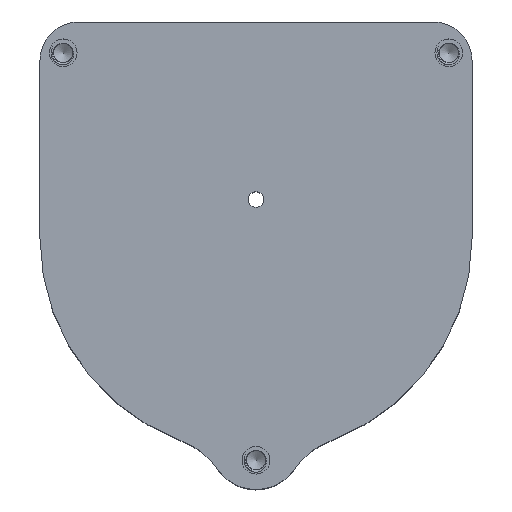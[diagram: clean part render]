
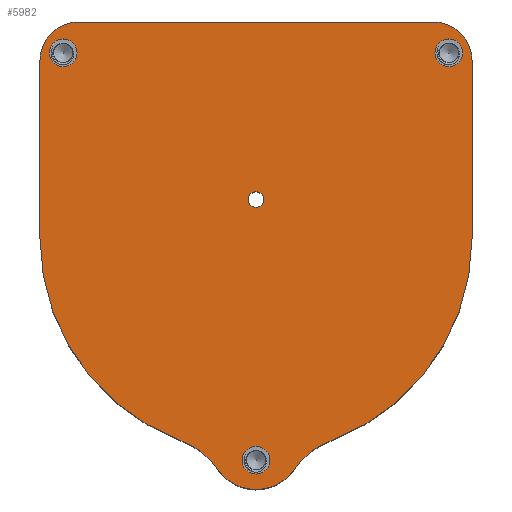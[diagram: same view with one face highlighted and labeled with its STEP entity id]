
A CAD part, top view. The second image highlights one B-rep face of the part: STEP entity #5982.
In plain terms, the highlighted planar face has unit normal (0, 0, 1).
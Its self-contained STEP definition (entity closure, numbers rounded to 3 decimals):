
#57=FACE_BOUND('',#1234,.T.);
#58=FACE_BOUND('',#1235,.T.);
#59=FACE_BOUND('',#1236,.T.);
#60=FACE_BOUND('',#1237,.T.);
#577=PLANE('',#6479);
#889=FACE_OUTER_BOUND('',#1233,.T.);
#1233=EDGE_LOOP('',(#5256,#5257,#5258,#5259,#5260,#5261,#5262,#5263,#5264,
#5265));
#1234=EDGE_LOOP('',(#5266));
#1235=EDGE_LOOP('',(#5267));
#1236=EDGE_LOOP('',(#5268));
#1237=EDGE_LOOP('',(#5269));
#1549=LINE('',#22528,#1885);
#1553=LINE('',#22540,#1889);
#1557=LINE('',#22552,#1893);
#1885=VECTOR('',#7598,10.);
#1889=VECTOR('',#7610,10.);
#1893=VECTOR('',#7622,10.);
#2049=CIRCLE('',#6445,1.025);
#2050=CIRCLE('',#6447,1.8);
#2052=CIRCLE('',#6450,1.8);
#2054=CIRCLE('',#6453,1.8);
#2057=CIRCLE('',#6457,10.);
#2059=CIRCLE('',#6460,6.);
#2061=CIRCLE('',#6463,10.);
#2063=CIRCLE('',#6466,28.);
#2065=CIRCLE('',#6470,5.);
#2067=CIRCLE('',#6474,5.);
#2069=CIRCLE('',#6478,28.);
#2621=VERTEX_POINT('',#22476);
#2622=VERTEX_POINT('',#22480);
#2624=VERTEX_POINT('',#22486);
#2626=VERTEX_POINT('',#22492);
#2630=VERTEX_POINT('',#22501);
#2631=VERTEX_POINT('',#22503);
#2633=VERTEX_POINT('',#22509);
#2635=VERTEX_POINT('',#22515);
#2637=VERTEX_POINT('',#22521);
#2639=VERTEX_POINT('',#22527);
#2641=VERTEX_POINT('',#22533);
#2643=VERTEX_POINT('',#22539);
#2645=VERTEX_POINT('',#22545);
#2647=VERTEX_POINT('',#22551);
#3495=EDGE_CURVE('',#2621,#2621,#2049,.T.);
#3496=EDGE_CURVE('',#2622,#2622,#2050,.T.);
#3499=EDGE_CURVE('',#2624,#2624,#2052,.T.);
#3502=EDGE_CURVE('',#2626,#2626,#2054,.T.);
#3507=EDGE_CURVE('',#2631,#2630,#2057,.T.);
#3510=EDGE_CURVE('',#2633,#2631,#2059,.T.);
#3513=EDGE_CURVE('',#2635,#2633,#2061,.T.);
#3516=EDGE_CURVE('',#2637,#2635,#2063,.T.);
#3519=EDGE_CURVE('',#2639,#2637,#1549,.T.);
#3522=EDGE_CURVE('',#2641,#2639,#2065,.T.);
#3525=EDGE_CURVE('',#2643,#2641,#1553,.T.);
#3528=EDGE_CURVE('',#2645,#2643,#2067,.T.);
#3531=EDGE_CURVE('',#2647,#2645,#1557,.T.);
#3534=EDGE_CURVE('',#2630,#2647,#2069,.T.);
#5256=ORIENTED_EDGE('',*,*,#3534,.T.);
#5257=ORIENTED_EDGE('',*,*,#3531,.T.);
#5258=ORIENTED_EDGE('',*,*,#3528,.T.);
#5259=ORIENTED_EDGE('',*,*,#3525,.T.);
#5260=ORIENTED_EDGE('',*,*,#3522,.T.);
#5261=ORIENTED_EDGE('',*,*,#3519,.T.);
#5262=ORIENTED_EDGE('',*,*,#3516,.T.);
#5263=ORIENTED_EDGE('',*,*,#3513,.T.);
#5264=ORIENTED_EDGE('',*,*,#3510,.T.);
#5265=ORIENTED_EDGE('',*,*,#3507,.T.);
#5266=ORIENTED_EDGE('',*,*,#3495,.T.);
#5267=ORIENTED_EDGE('',*,*,#3496,.T.);
#5268=ORIENTED_EDGE('',*,*,#3499,.T.);
#5269=ORIENTED_EDGE('',*,*,#3502,.T.);
#5982=ADVANCED_FACE('',(#889,#57,#58,#59,#60),#577,.T.);
#6445=AXIS2_PLACEMENT_3D('',#22478,#7543,#7544);
#6447=AXIS2_PLACEMENT_3D('',#22481,#7547,#7548);
#6450=AXIS2_PLACEMENT_3D('',#22487,#7554,#7555);
#6453=AXIS2_PLACEMENT_3D('',#22493,#7561,#7562);
#6457=AXIS2_PLACEMENT_3D('',#22504,#7571,#7572);
#6460=AXIS2_PLACEMENT_3D('',#22510,#7578,#7579);
#6463=AXIS2_PLACEMENT_3D('',#22516,#7585,#7586);
#6466=AXIS2_PLACEMENT_3D('',#22522,#7592,#7593);
#6470=AXIS2_PLACEMENT_3D('',#22534,#7604,#7605);
#6474=AXIS2_PLACEMENT_3D('',#22546,#7616,#7617);
#6478=AXIS2_PLACEMENT_3D('',#22556,#7628,#7629);
#6479=AXIS2_PLACEMENT_3D('',#22557,#7630,#7631);
#7543=DIRECTION('center_axis',(0.,0.,-1.));
#7544=DIRECTION('ref_axis',(-1.,0.,0.));
#7547=DIRECTION('center_axis',(0.,0.,-1.));
#7548=DIRECTION('ref_axis',(1.,0.,0.));
#7554=DIRECTION('center_axis',(0.,0.,-1.));
#7555=DIRECTION('ref_axis',(1.,0.,0.));
#7561=DIRECTION('center_axis',(0.,0.,-1.));
#7562=DIRECTION('ref_axis',(1.,0.,0.));
#7571=DIRECTION('center_axis',(0.,0.,-1.));
#7572=DIRECTION('ref_axis',(-0.348,0.938,0.));
#7578=DIRECTION('center_axis',(0.,0.,1.));
#7579=DIRECTION('ref_axis',(-0.825,-0.564,0.));
#7585=DIRECTION('center_axis',(0.,0.,-1.));
#7586=DIRECTION('ref_axis',(0.825,0.564,0.));
#7592=DIRECTION('center_axis',(0.,0.,1.));
#7593=DIRECTION('ref_axis',(-1.,0.,0.));
#7598=DIRECTION('',(0.,-1.,0.));
#7604=DIRECTION('center_axis',(0.,0.,1.));
#7605=DIRECTION('ref_axis',(0.,1.,0.));
#7610=DIRECTION('',(-1.,0.,0.));
#7616=DIRECTION('center_axis',(0.,0.,1.));
#7617=DIRECTION('ref_axis',(1.,0.,0.));
#7622=DIRECTION('',(0.,1.,0.));
#7628=DIRECTION('center_axis',(0.,0.,1.));
#7629=DIRECTION('ref_axis',(0.348,-0.938,0.));
#7630=DIRECTION('center_axis',(0.,0.,1.));
#7631=DIRECTION('ref_axis',(1.,0.,0.));
#22476=CARTESIAN_POINT('',(1.025,0.,32.6));
#22478=CARTESIAN_POINT('Origin',(0.,0.,32.6));
#22480=CARTESIAN_POINT('',(23.2,19.,32.6));
#22481=CARTESIAN_POINT('Origin',(25.,19.,32.6));
#22486=CARTESIAN_POINT('',(-26.8,19.,32.6));
#22487=CARTESIAN_POINT('Origin',(-25.,19.,32.6));
#22492=CARTESIAN_POINT('',(-1.8,-33.8,32.6));
#22493=CARTESIAN_POINT('Origin',(0.,-33.8,32.6));
#22501=CARTESIAN_POINT('',(9.732,-31.254,32.6));
#22503=CARTESIAN_POINT('',(4.953,-34.987,32.6));
#22504=CARTESIAN_POINT('Origin',(13.208,-40.631,32.6));
#22509=CARTESIAN_POINT('',(-4.953,-34.987,32.6));
#22510=CARTESIAN_POINT('Origin',(0.,-31.6,32.6));
#22515=CARTESIAN_POINT('',(-9.732,-31.254,32.6));
#22516=CARTESIAN_POINT('Origin',(-13.208,-40.631,32.6));
#22521=CARTESIAN_POINT('',(-28.,-5.,32.6));
#22522=CARTESIAN_POINT('Origin',(0.,-5.,32.6));
#22527=CARTESIAN_POINT('',(-28.,18.,32.6));
#22528=CARTESIAN_POINT('',(-28.,18.,32.6));
#22533=CARTESIAN_POINT('',(-23.,23.,32.6));
#22534=CARTESIAN_POINT('Origin',(-23.,18.,32.6));
#22539=CARTESIAN_POINT('',(23.,23.,32.6));
#22540=CARTESIAN_POINT('',(23.,23.,32.6));
#22545=CARTESIAN_POINT('',(28.,18.,32.6));
#22546=CARTESIAN_POINT('Origin',(23.,18.,32.6));
#22551=CARTESIAN_POINT('',(28.,-5.,32.6));
#22552=CARTESIAN_POINT('',(28.,-5.,32.6));
#22556=CARTESIAN_POINT('Origin',(0.,-5.,32.6));
#22557=CARTESIAN_POINT('Origin',(0.,-7.3,32.6));
